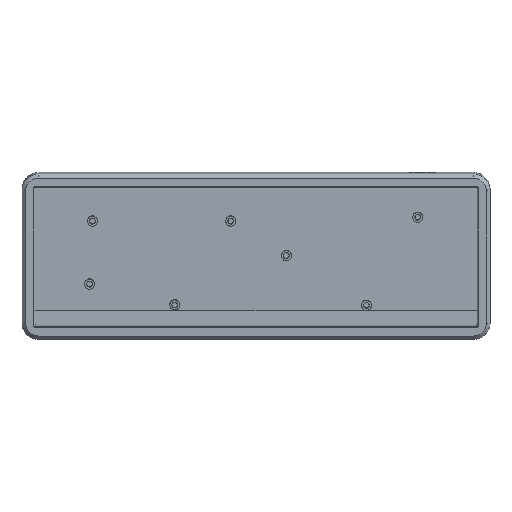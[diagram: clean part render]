
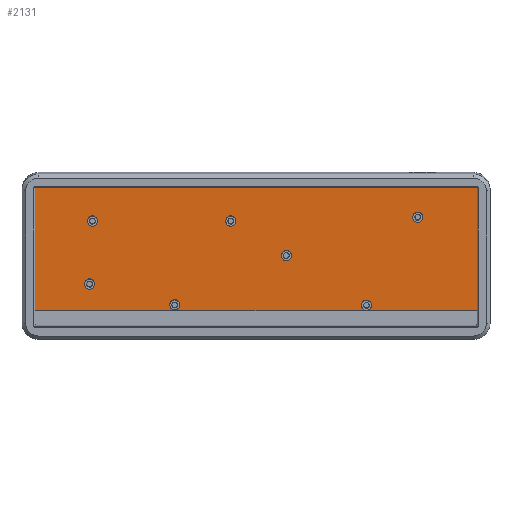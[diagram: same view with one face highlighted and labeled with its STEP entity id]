
A CAD part, top view. The second image highlights one B-rep face of the part: STEP entity #2131.
In plain terms, the highlighted planar face has unit normal (0, -0.052, 0.999).
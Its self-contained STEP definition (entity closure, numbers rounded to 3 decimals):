
#46=FACE_BOUND('',#378,.T.);
#47=FACE_BOUND('',#379,.T.);
#48=FACE_BOUND('',#380,.T.);
#49=FACE_BOUND('',#381,.T.);
#50=FACE_BOUND('',#382,.T.);
#51=FACE_BOUND('',#383,.T.);
#52=FACE_BOUND('',#384,.T.);
#115=PLANE('',#2344);
#232=FACE_OUTER_BOUND('',#377,.T.);
#377=EDGE_LOOP('',(#1755,#1756,#1757,#1758,#1759,#1760,#1761,#1762,#1763,
#1764,#1765,#1766,#1767,#1768,#1769,#1770));
#378=EDGE_LOOP('',(#1771));
#379=EDGE_LOOP('',(#1772));
#380=EDGE_LOOP('',(#1773));
#381=EDGE_LOOP('',(#1774));
#382=EDGE_LOOP('',(#1775));
#383=EDGE_LOOP('',(#1776));
#384=EDGE_LOOP('',(#1777));
#554=LINE('',#3789,#741);
#558=LINE('',#3801,#745);
#561=LINE('',#3807,#748);
#562=LINE('',#3811,#749);
#563=LINE('',#3813,#750);
#564=LINE('',#3815,#751);
#565=LINE('',#3817,#752);
#566=LINE('',#3819,#753);
#567=LINE('',#3821,#754);
#568=LINE('',#3823,#755);
#569=LINE('',#3825,#756);
#570=LINE('',#3827,#757);
#571=LINE('',#3829,#758);
#572=LINE('',#3831,#759);
#741=VECTOR('',#2830,10.);
#745=VECTOR('',#2842,10.);
#748=VECTOR('',#2847,10.);
#749=VECTOR('',#2850,10.);
#750=VECTOR('',#2851,10.);
#751=VECTOR('',#2852,10.);
#752=VECTOR('',#2853,10.);
#753=VECTOR('',#2854,10.);
#754=VECTOR('',#2855,10.);
#755=VECTOR('',#2856,10.);
#756=VECTOR('',#2857,10.);
#757=VECTOR('',#2858,10.);
#758=VECTOR('',#2859,10.);
#759=VECTOR('',#2860,10.);
#831=CIRCLE('',#2224,2.75);
#833=CIRCLE('',#2227,2.75);
#835=CIRCLE('',#2230,2.75);
#837=CIRCLE('',#2233,2.75);
#839=CIRCLE('',#2236,2.75);
#841=CIRCLE('',#2239,2.75);
#843=CIRCLE('',#2242,2.75);
#883=CIRCLE('',#2345,1.);
#884=CIRCLE('',#2346,1.);
#929=VERTEX_POINT('',#3126);
#931=VERTEX_POINT('',#3132);
#933=VERTEX_POINT('',#3138);
#935=VERTEX_POINT('',#3144);
#937=VERTEX_POINT('',#3150);
#939=VERTEX_POINT('',#3156);
#941=VERTEX_POINT('',#3162);
#1037=VERTEX_POINT('',#3786);
#1038=VERTEX_POINT('',#3788);
#1042=VERTEX_POINT('',#3800);
#1044=VERTEX_POINT('',#3806);
#1045=VERTEX_POINT('',#3808);
#1046=VERTEX_POINT('',#3810);
#1047=VERTEX_POINT('',#3812);
#1048=VERTEX_POINT('',#3814);
#1049=VERTEX_POINT('',#3816);
#1050=VERTEX_POINT('',#3818);
#1051=VERTEX_POINT('',#3820);
#1052=VERTEX_POINT('',#3822);
#1053=VERTEX_POINT('',#3824);
#1054=VERTEX_POINT('',#3826);
#1055=VERTEX_POINT('',#3828);
#1056=VERTEX_POINT('',#3830);
#1125=EDGE_CURVE('',#929,#929,#831,.T.);
#1128=EDGE_CURVE('',#931,#931,#833,.T.);
#1131=EDGE_CURVE('',#933,#933,#835,.T.);
#1134=EDGE_CURVE('',#935,#935,#837,.T.);
#1137=EDGE_CURVE('',#937,#937,#839,.T.);
#1140=EDGE_CURVE('',#939,#939,#841,.T.);
#1143=EDGE_CURVE('',#941,#941,#843,.T.);
#1293=EDGE_CURVE('',#1038,#1037,#554,.T.);
#1299=EDGE_CURVE('',#1038,#1042,#558,.T.);
#1302=EDGE_CURVE('',#1044,#1037,#561,.T.);
#1303=EDGE_CURVE('',#1045,#1044,#883,.T.);
#1304=EDGE_CURVE('',#1046,#1045,#562,.T.);
#1305=EDGE_CURVE('',#1047,#1046,#563,.T.);
#1306=EDGE_CURVE('',#1048,#1047,#564,.T.);
#1307=EDGE_CURVE('',#1049,#1048,#565,.T.);
#1308=EDGE_CURVE('',#1050,#1049,#566,.T.);
#1309=EDGE_CURVE('',#1050,#1051,#567,.T.);
#1310=EDGE_CURVE('',#1051,#1052,#568,.T.);
#1311=EDGE_CURVE('',#1053,#1052,#569,.T.);
#1312=EDGE_CURVE('',#1054,#1053,#570,.T.);
#1313=EDGE_CURVE('',#1055,#1054,#571,.T.);
#1314=EDGE_CURVE('',#1056,#1055,#572,.T.);
#1315=EDGE_CURVE('',#1042,#1056,#884,.T.);
#1755=ORIENTED_EDGE('',*,*,#1293,.T.);
#1756=ORIENTED_EDGE('',*,*,#1302,.F.);
#1757=ORIENTED_EDGE('',*,*,#1303,.F.);
#1758=ORIENTED_EDGE('',*,*,#1304,.F.);
#1759=ORIENTED_EDGE('',*,*,#1305,.F.);
#1760=ORIENTED_EDGE('',*,*,#1306,.F.);
#1761=ORIENTED_EDGE('',*,*,#1307,.F.);
#1762=ORIENTED_EDGE('',*,*,#1308,.F.);
#1763=ORIENTED_EDGE('',*,*,#1309,.T.);
#1764=ORIENTED_EDGE('',*,*,#1310,.T.);
#1765=ORIENTED_EDGE('',*,*,#1311,.F.);
#1766=ORIENTED_EDGE('',*,*,#1312,.F.);
#1767=ORIENTED_EDGE('',*,*,#1313,.F.);
#1768=ORIENTED_EDGE('',*,*,#1314,.F.);
#1769=ORIENTED_EDGE('',*,*,#1315,.F.);
#1770=ORIENTED_EDGE('',*,*,#1299,.F.);
#1771=ORIENTED_EDGE('',*,*,#1125,.T.);
#1772=ORIENTED_EDGE('',*,*,#1128,.T.);
#1773=ORIENTED_EDGE('',*,*,#1131,.T.);
#1774=ORIENTED_EDGE('',*,*,#1134,.T.);
#1775=ORIENTED_EDGE('',*,*,#1137,.T.);
#1776=ORIENTED_EDGE('',*,*,#1140,.T.);
#1777=ORIENTED_EDGE('',*,*,#1143,.T.);
#2131=ADVANCED_FACE('',(#232,#46,#47,#48,#49,#50,#51,#52),#115,.T.);
#2224=AXIS2_PLACEMENT_3D('',#3128,#2494,#2495);
#2227=AXIS2_PLACEMENT_3D('',#3134,#2501,#2502);
#2230=AXIS2_PLACEMENT_3D('',#3140,#2508,#2509);
#2233=AXIS2_PLACEMENT_3D('',#3146,#2515,#2516);
#2236=AXIS2_PLACEMENT_3D('',#3152,#2522,#2523);
#2239=AXIS2_PLACEMENT_3D('',#3158,#2529,#2530);
#2242=AXIS2_PLACEMENT_3D('',#3164,#2536,#2537);
#2344=AXIS2_PLACEMENT_3D('',#3805,#2845,#2846);
#2345=AXIS2_PLACEMENT_3D('',#3809,#2848,#2849);
#2346=AXIS2_PLACEMENT_3D('',#3832,#2861,#2862);
#2494=DIRECTION('center_axis',(0.,0.052,
-0.999));
#2495=DIRECTION('ref_axis',(1.,0.,0.));
#2501=DIRECTION('center_axis',(0.,0.052,
-0.999));
#2502=DIRECTION('ref_axis',(1.,0.,0.));
#2508=DIRECTION('center_axis',(0.,0.052,
-0.999));
#2509=DIRECTION('ref_axis',(1.,0.,0.));
#2515=DIRECTION('center_axis',(0.,0.052,
-0.999));
#2516=DIRECTION('ref_axis',(1.,0.,0.));
#2522=DIRECTION('center_axis',(0.,0.052,
-0.999));
#2523=DIRECTION('ref_axis',(1.,0.,0.));
#2529=DIRECTION('center_axis',(0.,0.052,
-0.999));
#2530=DIRECTION('ref_axis',(1.,0.,0.));
#2536=DIRECTION('center_axis',(0.,0.052,
-0.999));
#2537=DIRECTION('ref_axis',(1.,0.,0.));
#2830=DIRECTION('',(1.,0.,0.));
#2842=DIRECTION('',(0.,0.999,0.052));
#2845=DIRECTION('center_axis',(0.,-0.052,
0.999));
#2846=DIRECTION('ref_axis',(-1.,0.,0.));
#2847=DIRECTION('',(0.,-0.999,-0.052));
#2848=DIRECTION('center_axis',(0.,0.052,-0.999));
#2849=DIRECTION('ref_axis',(1.,0.,0.));
#2850=DIRECTION('',(1.,0.,0.));
#2851=DIRECTION('',(1.,0.,0.));
#2852=DIRECTION('',(0.,-0.999,-0.052));
#2853=DIRECTION('',(1.,0.,0.));
#2854=DIRECTION('',(0.,-0.999,-0.052));
#2855=DIRECTION('',(-1.,0.,0.));
#2856=DIRECTION('',(0.,-0.999,-0.052));
#2857=DIRECTION('',(1.,0.,0.));
#2858=DIRECTION('',(0.,0.999,0.052));
#2859=DIRECTION('',(1.,0.,0.));
#2860=DIRECTION('',(1.,0.,0.));
#2861=DIRECTION('center_axis',(0.,0.052,-0.999));
#2862=DIRECTION('ref_axis',(0.,0.999,0.052));
#3126=CARTESIAN_POINT('',(167.175,-70.265,5.971));
#3128=CARTESIAN_POINT('Origin',(169.925,-70.265,5.971));
#3132=CARTESIAN_POINT('',(60.325,-51.241,6.968));
#3134=CARTESIAN_POINT('Origin',(63.075,-51.241,6.968));
#3138=CARTESIAN_POINT('',(136.525,-51.241,6.968));
#3140=CARTESIAN_POINT('Origin',(139.275,-51.241,6.968));
#3144=CARTESIAN_POINT('',(211.325,-97.687,4.534));
#3146=CARTESIAN_POINT('Origin',(214.075,-97.687,4.534));
#3150=CARTESIAN_POINT('',(58.725,-85.968,5.148));
#3152=CARTESIAN_POINT('Origin',(61.475,-85.968,5.148));
#3156=CARTESIAN_POINT('',(105.675,-97.402,4.549));
#3158=CARTESIAN_POINT('Origin',(108.425,-97.402,4.549));
#3162=CARTESIAN_POINT('',(239.575,-49.118,7.079));
#3164=CARTESIAN_POINT('Origin',(242.325,-49.118,7.079));
#3786=CARTESIAN_POINT('',(275.138,-100.823,4.369));
#3788=CARTESIAN_POINT('',(31.25,-100.823,4.369));
#3789=CARTESIAN_POINT('',(200.608,-100.823,4.369));
#3800=CARTESIAN_POINT('',(31.25,-32.717,7.939));
#3801=CARTESIAN_POINT('',(31.25,-89.039,4.987));
#3805=CARTESIAN_POINT('Origin',(248.022,-29.723,8.096));
#3806=CARTESIAN_POINT('',(275.138,-32.717,7.939));
#3807=CARTESIAN_POINT('',(275.138,-51.491,6.955));
#3808=CARTESIAN_POINT('',(274.138,-31.718,7.991));
#3809=CARTESIAN_POINT('Origin',(274.138,-32.717,7.939));
#3810=CARTESIAN_POINT('',(248.841,-31.718,7.991));
#3811=CARTESIAN_POINT('',(92.722,-31.718,7.991));
#3812=CARTESIAN_POINT('',(248.31,-31.718,7.991));
#3813=CARTESIAN_POINT('',(213.666,-31.718,7.991));
#3814=CARTESIAN_POINT('',(248.31,-31.718,7.991));
#3815=CARTESIAN_POINT('',(248.31,-50.992,6.981));
#3816=CARTESIAN_POINT('',(248.022,-31.718,7.991));
#3817=CARTESIAN_POINT('',(246.435,-31.718,7.991));
#3818=CARTESIAN_POINT('',(248.022,-28.725,8.148));
#3819=CARTESIAN_POINT('',(248.022,-29.723,8.096));
#3820=CARTESIAN_POINT('',(241.672,-28.725,8.148));
#3821=CARTESIAN_POINT('',(246.435,-28.725,8.148));
#3822=CARTESIAN_POINT('',(241.672,-31.718,7.991));
#3823=CARTESIAN_POINT('',(241.672,-29.723,8.096));
#3824=CARTESIAN_POINT('',(241.384,-31.718,7.991));
#3825=CARTESIAN_POINT('',(246.435,-31.718,7.991));
#3826=CARTESIAN_POINT('',(241.384,-31.718,7.991));
#3827=CARTESIAN_POINT('',(241.384,-50.991,6.981));
#3828=CARTESIAN_POINT('',(240.853,-31.718,7.991));
#3829=CARTESIAN_POINT('',(197.289,-31.718,7.991));
#3830=CARTESIAN_POINT('',(32.25,-31.718,7.991));
#3831=CARTESIAN_POINT('',(92.722,-31.718,7.991));
#3832=CARTESIAN_POINT('Origin',(32.25,-32.717,7.939));
